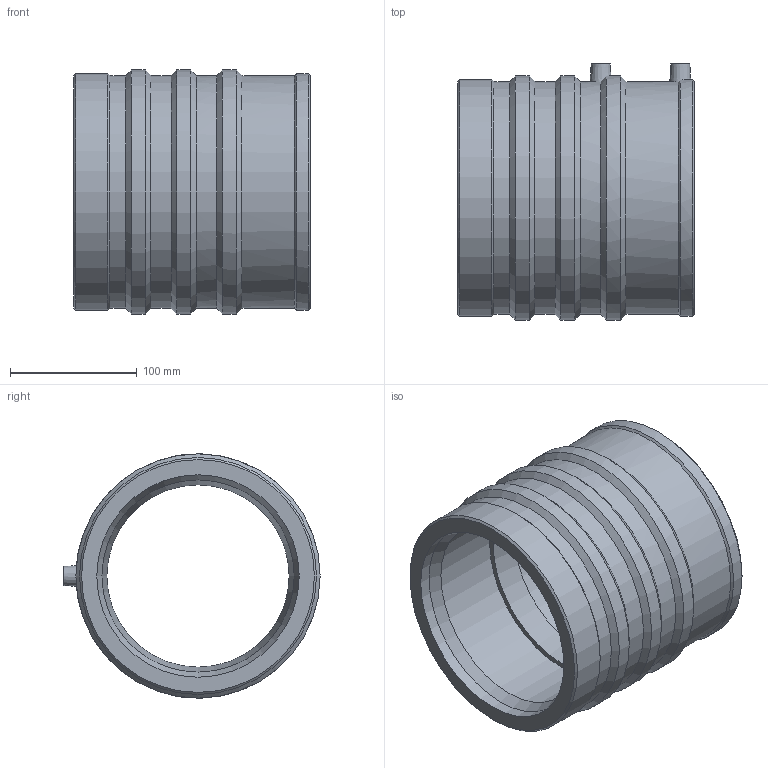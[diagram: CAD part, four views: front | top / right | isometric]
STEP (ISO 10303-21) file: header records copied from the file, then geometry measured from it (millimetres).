
FILE_DESCRIPTION(/* description */ ('PLASSON PVC TO PE ADAPTOR 160'),/* implementation_level */ '2;1');
FILE_NAME(/* name */ '4701V4160.ipt.stp',/* time_stamp */ '2017-11-06T09:09:50+02:00',/* author */ ('Кирилл'),/* organization */ (''),/* preprocessor_version */ 'ST-DEVELOPER v15.6',/* originating_system */ 'Autodesk Inventor 2015',/* authorisation */ '');
FILE_SCHEMA (('AUTOMOTIVE_DESIGN { 1 0 10303 214 3 1 1 }'));
Length unit declared in the file: millimetre
Products named in the file (1): 4701V4160
Bounding box: 187 x 202.5 x 193 mm (x, y, z)
Volume: 1441987.1 mm3; surface area: 234679.9 mm2
Topology: 1 solids, 1 shells, 41 faces, 81 edges, 49 vertices
Faces by surface type: cylinder 16, cone 14, plane 11
Full cylindrical faces by diameter (mm): 4 x2, 10 x2, 160 x3, 184 x4, 187.21 x2, 193 x3
Entity records: 957 total; most frequent: CARTESIAN_POINT 217, DIRECTION 162, ORIENTED_EDGE 94, AXIS2_PLACEMENT_3D 81, EDGE_LOOP 78, EDGE_CURVE 47, VERTEX_POINT 43, FACE_OUTER_BOUND 41
